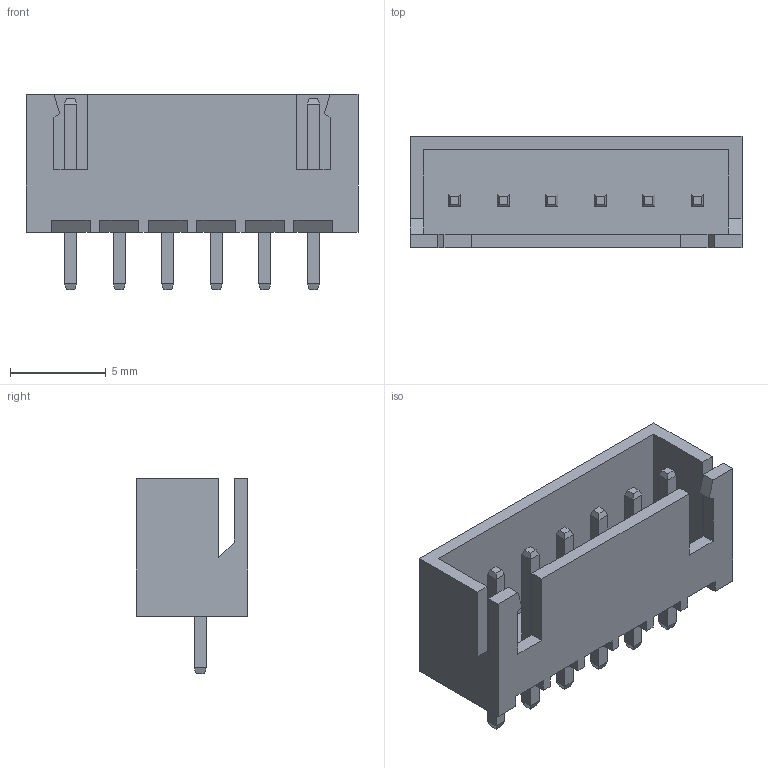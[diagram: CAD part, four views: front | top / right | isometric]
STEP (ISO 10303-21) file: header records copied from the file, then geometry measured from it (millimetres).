
FILE_DESCRIPTION (( 'STEP AP214' ), '1' );
FILE_NAME ('6AFDBBC0-D8F1-4521-81F0-6F547B5FBB10.STEP', '2022-12-16T04:00:15', ( '' ), ( '' ), 'SwSTEP 2.0', 'SolidWorks 2022', '' );
FILE_SCHEMA (( 'AUTOMOTIVE_DESIGN' ));
Length unit declared in the file: millimetre
Products named in the file (1): 6AFDBBC0-D8F1-4521-81F0-6F547B5FBB10
Bounding box: 17.37 x 5.84 x 10.21 mm (x, y, z)
Volume: 262.1 mm3; surface area: 932.4 mm2
Topology: 1 solids, 18 shells, 334 faces, 804 edges, 512 vertices
Faces by surface type: plane 299, bspline 35
Entity records: 11894 total; most frequent: CARTESIAN_POINT 2385, ORIENTED_EDGE 1612, DIRECTION 1334, EDGE_CURVE 806, VECTOR 734, LINE 734, VERTEX_POINT 513, EDGE_LOOP 351
